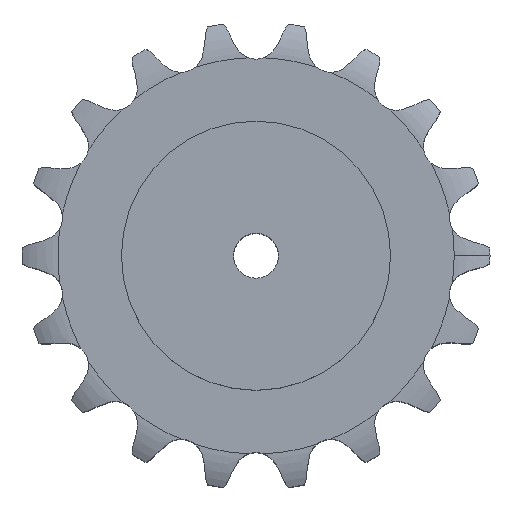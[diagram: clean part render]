
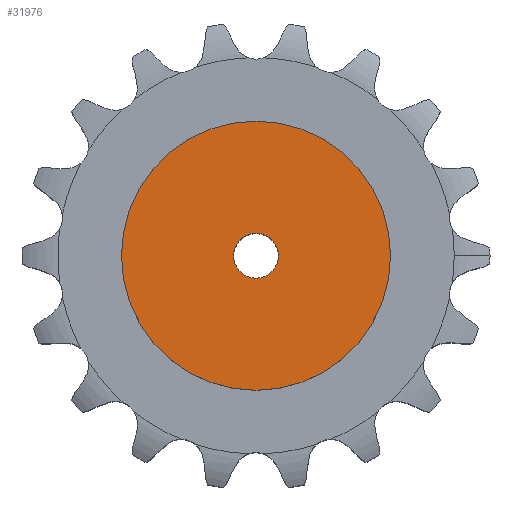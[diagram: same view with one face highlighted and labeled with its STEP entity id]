
A CAD part, top view. The second image highlights one B-rep face of the part: STEP entity #31976.
In plain terms, the highlighted planar face has unit normal (0, 0, 1).
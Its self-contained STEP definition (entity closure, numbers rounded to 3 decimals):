
#17160 = CYLINDRICAL_SURFACE('',#17161,15.);
#17161 = AXIS2_PLACEMENT_3D('',#17162,#17163,#17164);
#17162 = CARTESIAN_POINT('',(0.,0.,518.427));
#17163 = DIRECTION('',(0.,0.,1.));
#17164 = DIRECTION('',(1.,0.,0.));
#21752 = EDGE_CURVE('',#21753,#21753,#21755,.T.);
#21753 = VERTEX_POINT('',#21754);
#21754 = CARTESIAN_POINT('',(15.,0.,180.));
#21755 = SURFACE_CURVE('',#21756,(#21761,#21768),.PCURVE_S1.);
#21756 = CIRCLE('',#21757,15.);
#21757 = AXIS2_PLACEMENT_3D('',#21758,#21759,#21760);
#21758 = CARTESIAN_POINT('',(0.,0.,180.));
#21759 = DIRECTION('',(0.,0.,1.));
#21760 = DIRECTION('',(1.,0.,0.));
#21761 = PCURVE('',#17160,#21762);
#21762 = DEFINITIONAL_REPRESENTATION('',(#21763),#21767);
#21763 = LINE('',#21764,#21765);
#21764 = CARTESIAN_POINT('',(0.,-338.427));
#21765 = VECTOR('',#21766,1.);
#21766 = DIRECTION('',(1.,0.));
#21767 = ( GEOMETRIC_REPRESENTATION_CONTEXT(2) 
PARAMETRIC_REPRESENTATION_CONTEXT() REPRESENTATION_CONTEXT('2D SPACE',''
  ) );
#21768 = PCURVE('',#21769,#21774);
#21769 = PLANE('',#21770);
#21770 = AXIS2_PLACEMENT_3D('',#21771,#21772,#21773);
#21771 = CARTESIAN_POINT('',(0.,0.,180.
    ));
#21772 = DIRECTION('',(0.,0.,1.));
#21773 = DIRECTION('',(1.,0.,0.));
#21774 = DEFINITIONAL_REPRESENTATION('',(#21775),#21779);
#21775 = CIRCLE('',#21776,15.);
#21776 = AXIS2_PLACEMENT_2D('',#21777,#21778);
#21777 = CARTESIAN_POINT('',(0.,0.));
#21778 = DIRECTION('',(1.,0.));
#21779 = ( GEOMETRIC_REPRESENTATION_CONTEXT(2) 
PARAMETRIC_REPRESENTATION_CONTEXT() REPRESENTATION_CONTEXT('2D SPACE',''
  ) );
#31976 = ADVANCED_FACE('',(#31977,#32008),#21769,.T.);
#31977 = FACE_BOUND('',#31978,.T.);
#31978 = EDGE_LOOP('',(#31979));
#31979 = ORIENTED_EDGE('',*,*,#31980,.T.);
#31980 = EDGE_CURVE('',#31981,#31981,#31983,.T.);
#31981 = VERTEX_POINT('',#31982);
#31982 = CARTESIAN_POINT('',(90.,0.,180.));
#31983 = SURFACE_CURVE('',#31984,(#31989,#31996),.PCURVE_S1.);
#31984 = CIRCLE('',#31985,90.);
#31985 = AXIS2_PLACEMENT_3D('',#31986,#31987,#31988);
#31986 = CARTESIAN_POINT('',(0.,0.,180.));
#31987 = DIRECTION('',(0.,0.,1.));
#31988 = DIRECTION('',(1.,0.,0.));
#31989 = PCURVE('',#21769,#31990);
#31990 = DEFINITIONAL_REPRESENTATION('',(#31991),#31995);
#31991 = CIRCLE('',#31992,90.);
#31992 = AXIS2_PLACEMENT_2D('',#31993,#31994);
#31993 = CARTESIAN_POINT('',(0.,0.));
#31994 = DIRECTION('',(1.,0.));
#31995 = ( GEOMETRIC_REPRESENTATION_CONTEXT(2) 
PARAMETRIC_REPRESENTATION_CONTEXT() REPRESENTATION_CONTEXT('2D SPACE',''
  ) );
#31996 = PCURVE('',#31997,#32002);
#31997 = CYLINDRICAL_SURFACE('',#31998,90.);
#31998 = AXIS2_PLACEMENT_3D('',#31999,#32000,#32001);
#31999 = CARTESIAN_POINT('',(0.,0.,0.));
#32000 = DIRECTION('',(-0.,-0.,-1.));
#32001 = DIRECTION('',(1.,0.,0.));
#32002 = DEFINITIONAL_REPRESENTATION('',(#32003),#32007);
#32003 = LINE('',#32004,#32005);
#32004 = CARTESIAN_POINT('',(-0.,-180.));
#32005 = VECTOR('',#32006,1.);
#32006 = DIRECTION('',(-1.,0.));
#32007 = ( GEOMETRIC_REPRESENTATION_CONTEXT(2) 
PARAMETRIC_REPRESENTATION_CONTEXT() REPRESENTATION_CONTEXT('2D SPACE',''
  ) );
#32008 = FACE_BOUND('',#32009,.T.);
#32009 = EDGE_LOOP('',(#32010));
#32010 = ORIENTED_EDGE('',*,*,#21752,.F.);
